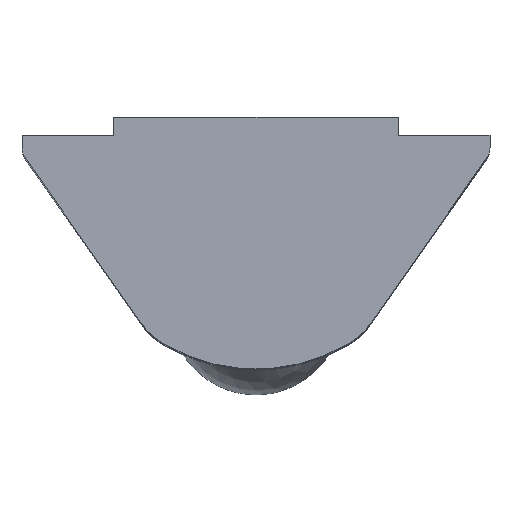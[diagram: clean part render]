
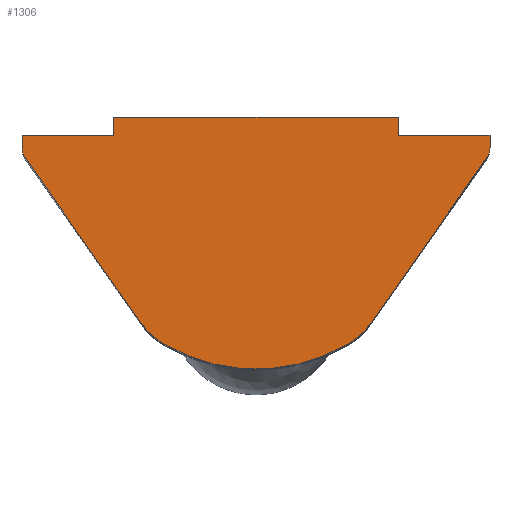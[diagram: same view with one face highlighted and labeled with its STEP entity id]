
A CAD part, top view. The second image highlights one B-rep face of the part: STEP entity #1306.
In plain terms, the highlighted planar face has unit normal (0, 0, 1).
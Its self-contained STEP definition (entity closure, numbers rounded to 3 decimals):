
#702=PLANE('',#1267);
#734=VECTOR('',#1156,1.);
#741=VECTOR('',#1181,1.);
#744=VECTOR('',#1192,1.);
#745=VECTOR('',#1195,1.);
#746=VECTOR('',#1196,1.);
#747=VECTOR('',#1197,1.);
#748=VECTOR('',#1198,1.);
#749=VECTOR('',#1199,1.);
#750=VECTOR('',#1200,1.);
#778=LINE('',#1688,#734);
#785=LINE('',#2059,#741);
#788=LINE('',#2070,#744);
#789=LINE('',#2074,#745);
#790=LINE('',#2076,#746);
#791=LINE('',#2078,#747);
#792=LINE('',#2080,#748);
#793=LINE('',#2081,#749);
#794=LINE('',#2082,#750);
#866=ORIENTED_EDGE('',*,*,#1019,.F.);
#867=ORIENTED_EDGE('',*,*,#1024,.T.);
#868=ORIENTED_EDGE('',*,*,#1044,.F.);
#869=ORIENTED_EDGE('',*,*,#1045,.F.);
#870=ORIENTED_EDGE('',*,*,#1046,.F.);
#871=ORIENTED_EDGE('',*,*,#1047,.F.);
#872=ORIENTED_EDGE('',*,*,#1048,.F.);
#873=ORIENTED_EDGE('',*,*,#1049,.T.);
#874=ORIENTED_EDGE('',*,*,#1050,.T.);
#875=ORIENTED_EDGE('',*,*,#1051,.T.);
#876=ORIENTED_EDGE('',*,*,#1052,.T.);
#877=ORIENTED_EDGE('',*,*,#1053,.F.);
#878=ORIENTED_EDGE('',*,*,#1041,.T.);
#879=ORIENTED_EDGE('',*,*,#1054,.F.);
#946=CIRCLE('',#1255,0.5);
#951=CIRCLE('',#1268,2.);
#952=CIRCLE('',#1269,5.);
#953=CIRCLE('',#1270,2.);
#954=CIRCLE('',#1271,0.5);
#972=VERTEX_POINT('',#1676);
#973=VERTEX_POINT('',#1678);
#976=VERTEX_POINT('',#1686);
#989=VERTEX_POINT('',#2057);
#990=VERTEX_POINT('',#2058);
#991=VERTEX_POINT('',#2063);
#992=VERTEX_POINT('',#2065);
#993=VERTEX_POINT('',#2067);
#994=VERTEX_POINT('',#2069);
#995=VERTEX_POINT('',#2071);
#996=VERTEX_POINT('',#2073);
#997=VERTEX_POINT('',#2075);
#998=VERTEX_POINT('',#2077);
#999=VERTEX_POINT('',#2079);
#1019=EDGE_CURVE('',#972,#973,#946,.T.);
#1024=EDGE_CURVE('',#972,#976,#778,.T.);
#1041=EDGE_CURVE('',#989,#990,#785,.T.);
#1044=EDGE_CURVE('',#991,#976,#951,.T.);
#1045=EDGE_CURVE('',#992,#991,#952,.T.);
#1046=EDGE_CURVE('',#993,#992,#953,.T.);
#1047=EDGE_CURVE('',#994,#993,#788,.T.);
#1048=EDGE_CURVE('',#995,#994,#954,.T.);
#1049=EDGE_CURVE('',#995,#996,#789,.T.);
#1050=EDGE_CURVE('',#996,#997,#790,.T.);
#1051=EDGE_CURVE('',#997,#998,#791,.T.);
#1052=EDGE_CURVE('',#998,#999,#792,.T.);
#1053=EDGE_CURVE('',#989,#999,#793,.T.);
#1054=EDGE_CURVE('',#973,#990,#794,.T.);
#1077=EDGE_LOOP('',(#866,#867,#868,#869,#870,#871,#872,#873,#874,#875,#876,
#877,#878,#879));
#1103=FACE_BOUND('',#1077,.T.);
#1147=DIRECTION('',(0.,0.,-1.));
#1148=DIRECTION('',(-0.41,-0.287,0.));
#1156=DIRECTION('',(3.203,-4.574,0.));
#1181=DIRECTION('',(-2.55,0.,0.));
#1184=DIRECTION('',(0.,0.,1.));
#1185=DIRECTION('',(0.,-1.,0.));
#1186=DIRECTION('',(0.,0.,-1.));
#1187=DIRECTION('',(-1.046,-1.705,0.));
#1188=DIRECTION('',(0.,0.,-1.));
#1189=DIRECTION('',(2.615,-4.262,0.));
#1190=DIRECTION('',(0.,0.,-1.));
#1191=DIRECTION('',(1.638,-1.147,0.));
#1192=DIRECTION('',(-3.203,-4.574,0.));
#1193=DIRECTION('',(0.,0.,-1.));
#1194=DIRECTION('',(0.5,0.,0.));
#1195=DIRECTION('',(0.,0.344,0.));
#1196=DIRECTION('',(-2.55,0.,0.));
#1197=DIRECTION('',(0.,0.5,0.));
#1198=DIRECTION('',(-7.9,0.,0.));
#1199=DIRECTION('',(0.,0.5,0.));
#1200=DIRECTION('',(0.,0.344,0.));
#1255=AXIS2_PLACEMENT_3D('',#1679,#1147,#1148);
#1267=AXIS2_PLACEMENT_3D('',#2062,#1184,#1185);
#1268=AXIS2_PLACEMENT_3D('',#2064,#1186,#1187);
#1269=AXIS2_PLACEMENT_3D('',#2066,#1188,#1189);
#1270=AXIS2_PLACEMENT_3D('',#2068,#1190,#1191);
#1271=AXIS2_PLACEMENT_3D('',#2072,#1193,#1194);
#1306=ADVANCED_FACE('',(#1103),#702,.T.);
#1676=CARTESIAN_POINT('',(-6.41,-1.131,23.));
#1678=CARTESIAN_POINT('',(-6.5,-0.844,23.));
#1679=CARTESIAN_POINT('',(-6.,-0.844,23.));
#1686=CARTESIAN_POINT('',(-3.207,-5.704,23.));
#1688=CARTESIAN_POINT('',(-6.41,-1.131,23.));
#2057=CARTESIAN_POINT('',(-3.95,-0.5,23.));
#2058=CARTESIAN_POINT('',(-6.5,-0.5,23.));
#2059=CARTESIAN_POINT('',(-3.95,-0.5,23.));
#2062=CARTESIAN_POINT('',(-6.41,-1.131,23.));
#2063=CARTESIAN_POINT('',(-2.615,-6.262,23.));
#2064=CARTESIAN_POINT('',(-1.569,-4.557,23.));
#2065=CARTESIAN_POINT('',(2.615,-6.262,23.));
#2066=CARTESIAN_POINT('',(0.,-2.,23.));
#2067=CARTESIAN_POINT('',(3.207,-5.704,23.));
#2068=CARTESIAN_POINT('',(1.569,-4.557,23.));
#2069=CARTESIAN_POINT('',(6.41,-1.131,23.));
#2070=CARTESIAN_POINT('',(6.41,-1.131,23.));
#2071=CARTESIAN_POINT('',(6.5,-0.844,23.));
#2072=CARTESIAN_POINT('',(6.,-0.844,23.));
#2073=CARTESIAN_POINT('',(6.5,-0.5,23.));
#2074=CARTESIAN_POINT('',(6.5,-0.844,23.));
#2075=CARTESIAN_POINT('',(3.95,-0.5,23.));
#2076=CARTESIAN_POINT('',(6.5,-0.5,23.));
#2077=CARTESIAN_POINT('',(3.95,0.,23.));
#2078=CARTESIAN_POINT('',(3.95,-0.5,23.));
#2079=CARTESIAN_POINT('',(-3.95,0.,23.));
#2080=CARTESIAN_POINT('',(3.95,0.,23.));
#2081=CARTESIAN_POINT('',(-3.95,-0.5,23.));
#2082=CARTESIAN_POINT('',(-6.5,-0.844,23.));
